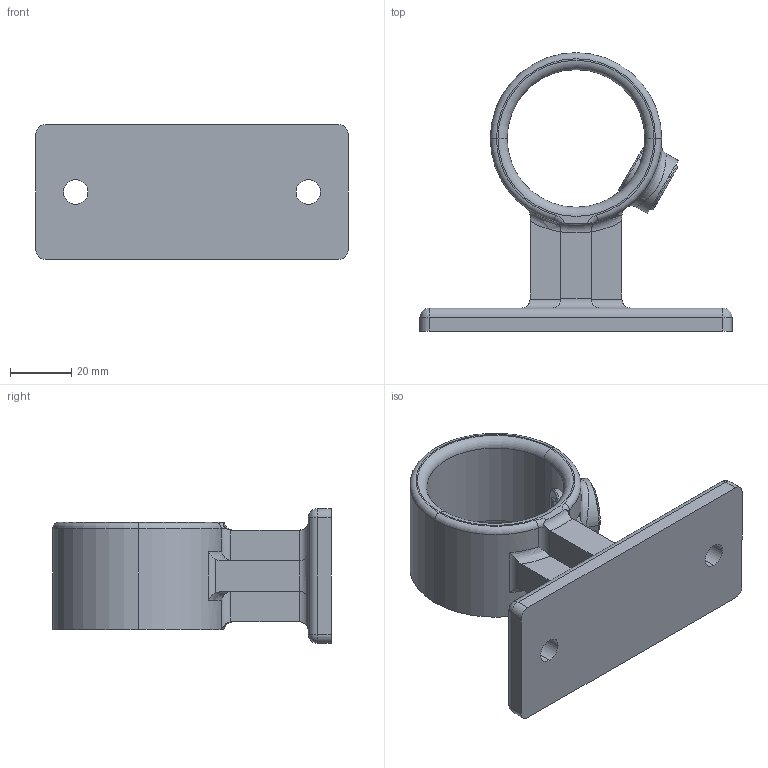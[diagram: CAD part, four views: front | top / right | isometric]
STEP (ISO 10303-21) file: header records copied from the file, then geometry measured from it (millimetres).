
FILE_DESCRIPTION (( 'STEP AP203' ), '1' );
FILE_NAME ('143-C42.step', '2015-09-17T16:20:42', ( '' ), ( '' ), 'SwSTEP 2.0', 'SolidWorks 2015', '' );
FILE_SCHEMA (( 'CONFIG_CONTROL_DESIGN' ));
Length unit declared in the file: millimetre
Products named in the file (3): 143-C42 Teil1; 143-C42; 143-C42 Teil2
Assembly tree (2 placements, depth 2):
  143-C42
    143-C42 Teil1
    143-C42 Teil2
Bounding box: 102 x 91 x 44 mm (x, y, z)
Volume: 78533.2 mm3; surface area: 27218.5 mm2
Topology: 2 solids, 2 shells, 107 faces, 257 edges, 152 vertices
Faces by surface type: cylinder 53, plane 29, torus 19, sphere 4, bspline 2
Entity records: 4075 total; most frequent: CARTESIAN_POINT 1385, ORIENTED_EDGE 506, DIRECTION 498, EDGE_CURVE 253, AXIS2_PLACEMENT_3D 193, VERTEX_POINT 152, EDGE_LOOP 119, VECTOR 112
